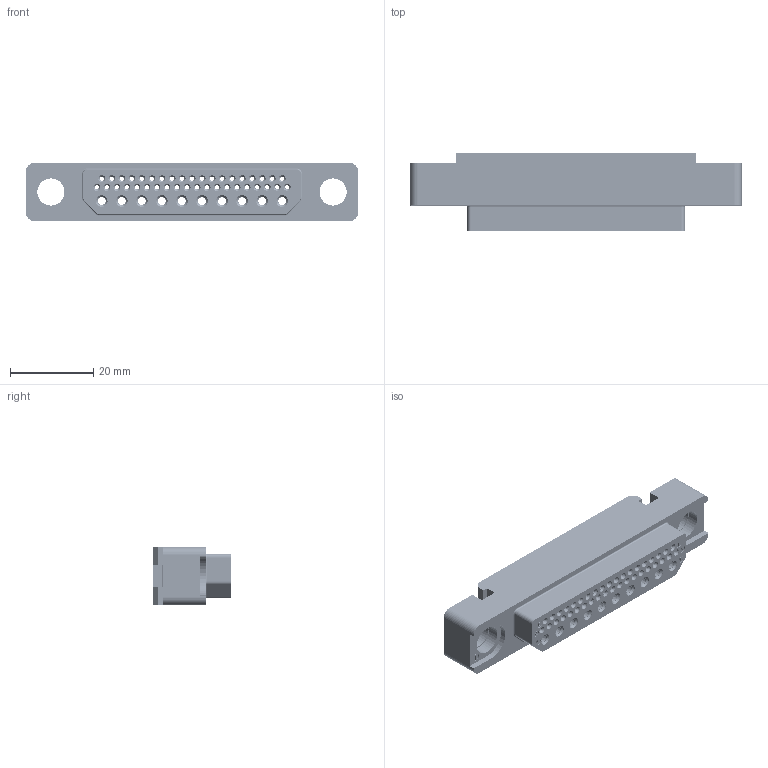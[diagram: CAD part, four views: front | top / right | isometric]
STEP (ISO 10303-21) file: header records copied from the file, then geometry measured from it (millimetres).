
FILE_DESCRIPTION((''),'2;1');
FILE_NAME('1900ND03S2X00C','2020-08-05T',('presta_be4'),(''),'CREO PARAMETRIC BY PTC INC, 2018360','CREO PARAMETRIC BY PTC INC, 2018360','');
FILE_SCHEMA(('CONFIG_CONTROL_DESIGN'));
Products named in the file (1): 1900ND03S2X00C
Bounding box: 80 x 19.02 x 14 mm (x, y, z)
Volume: 11981 mm3; surface area: 15284.7 mm2
Topology: 15 solids, 15 shells, 4488 faces, 12195 edges, 7948 vertices
Faces by surface type: plane 2418, cylinder 1276, cone 592, sphere 156, bspline 40, torus 6
Entity records: 160175 total; most frequent: CARTESIAN_POINT 45193, ORIENTED_EDGE 24390, DIRECTION 23639, EDGE_CURVE 12195, AXIS2_PLACEMENT_3D 8228, VERTEX_POINT 7948, VECTOR 7183, LINE 7183
